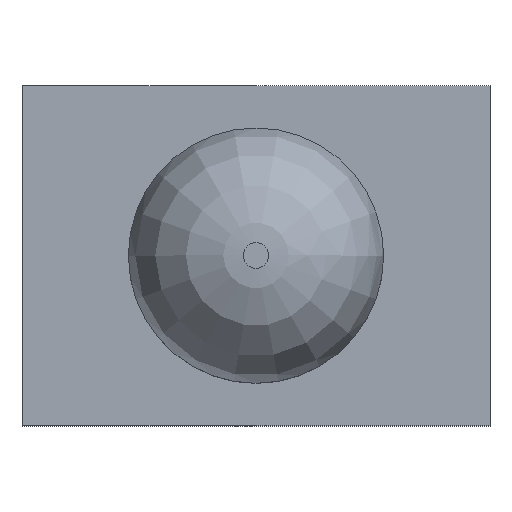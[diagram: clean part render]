
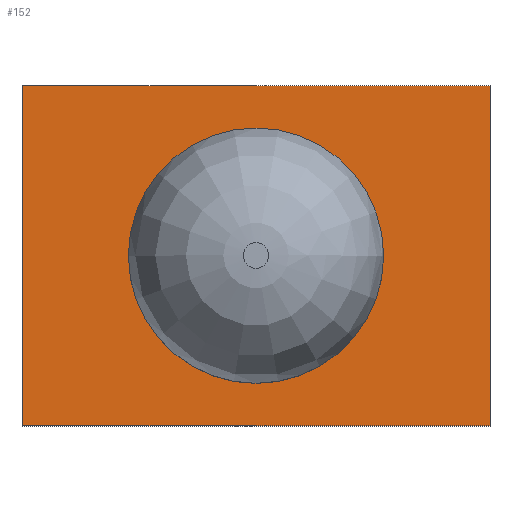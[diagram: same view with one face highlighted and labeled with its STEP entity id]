
A CAD part, top view. The second image highlights one B-rep face of the part: STEP entity #152.
In plain terms, the highlighted planar face has unit normal (0, 0, 1).
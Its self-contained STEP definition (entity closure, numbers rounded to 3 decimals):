
#24=VERTEX_POINT('',#25);
#25=CARTESIAN_POINT('',(2.92,1.2,4.6));
#29=EDGE_CURVE('',#24,#30,#32,.T.);
#30=VERTEX_POINT('',#31);
#31=CARTESIAN_POINT('',(-0.38,1.2,4.6));
#32=LINE('',#25,#33);
#33=VECTOR('',#34,1.);
#34=DIRECTION('',(-1.,0.,0.));
#45=DIRECTION('',(0.,-1.,0.));
#49=ORIENTED_EDGE('',*,*,#50,.T.);
#50=EDGE_CURVE('',#24,#51,#53,.T.);
#51=VERTEX_POINT('',#52);
#52=CARTESIAN_POINT('',(2.92,-1.2,4.6));
#53=LINE('',#25,#54);
#54=VECTOR('',#45,1.);
#65=DIRECTION('',(1.,0.,0.));
#71=EDGE_CURVE('',#30,#72,#74,.T.);
#72=VERTEX_POINT('',#73);
#73=CARTESIAN_POINT('',(-0.38,-1.2,4.6));
#74=LINE('',#31,#54);
#92=VECTOR('',#65,1.);
#151=DIRECTION('',(0.,0.,-1.));
#152=ADVANCED_FACE('',(#153,#160),#171,.F.);
#153=FACE_BOUND('',#154,.F.);
#154=EDGE_LOOP('',(#155,#49,#156,#159));
#155=ORIENTED_EDGE('',*,*,#29,.F.);
#156=ORIENTED_EDGE('',*,*,#157,.F.);
#157=EDGE_CURVE('',#72,#51,#158,.T.);
#158=LINE('',#73,#92);
#159=ORIENTED_EDGE('',*,*,#71,.F.);
#160=FACE_BOUND('',#161,.F.);
#161=EDGE_LOOP('',(#162));
#162=ORIENTED_EDGE('',*,*,#163,.F.);
#163=EDGE_CURVE('',#164,#164,#166,.T.);
#164=VERTEX_POINT('',#165);
#165=CARTESIAN_POINT('',(2.17,0.,4.6));
#166=CIRCLE('',#167,0.9);
#167=AXIS2_PLACEMENT_3D('',#168,#169,#170);
#168=CARTESIAN_POINT('',(1.27,0.,4.6));
#169=DIRECTION('',(0.,0.,-1.));
#170=DIRECTION('',(1.,0.,0.));
#171=PLANE('',#172);
#172=AXIS2_PLACEMENT_3D('',#25,#151,#34);
